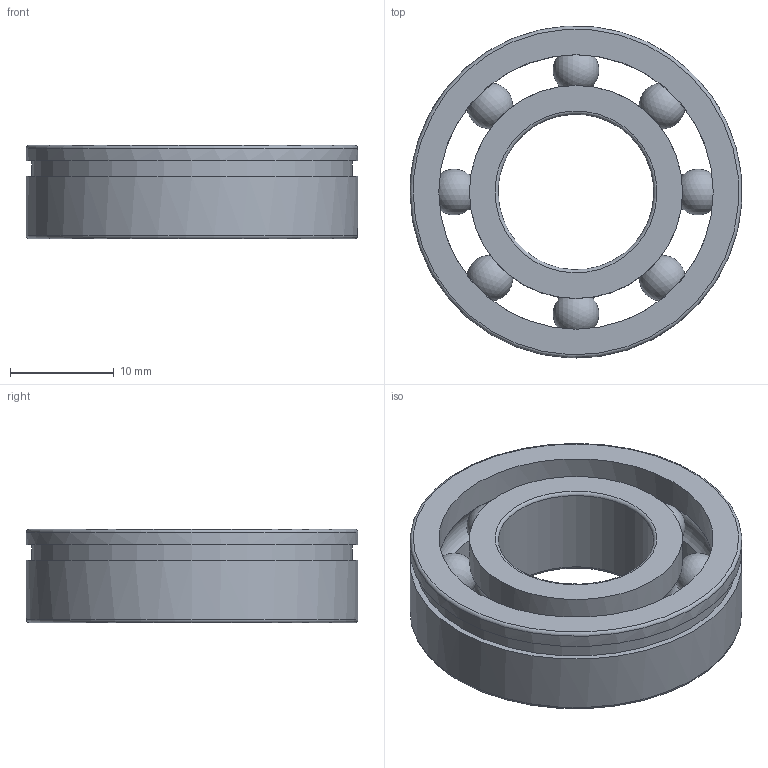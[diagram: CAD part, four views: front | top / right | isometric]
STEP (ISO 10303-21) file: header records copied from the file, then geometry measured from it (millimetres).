
FILE_DESCRIPTION( ('This file contains a STEP AP42 implementation' ,'as created by ZW3D STEP Interface translator.' ,'') ,'2;1' );
FILE_NAME( '32﹜15﹜9粣創.iam.stp' ,'251027.114720', (''), ('ZWCAD Software Co.'), 'Version 1.0', 'ZW3D to STEP translator', '' );
FILE_SCHEMA(('AUTOMOTIVE_DESIGN { 1 0 10303 214 1 1 1 1 }'));
Length unit declared in the file: millimetre
Products named in the file (4): 0; 32﹜15﹜9粣創.iam; 32﹜15﹜9粣創; 幗雄粣創 6002 N GB_T 276-94.ipt
Assembly tree (2 placements, depth 3):
  0
  32﹜15﹜9粣創.iam
    32﹜15﹜9粣創
      幗雄粣創 6002 N GB_T 276-94.ipt
Bounding box: 32 x 32 x 9 mm (x, y, z)
Volume: 3712.9 mm3; surface area: 4092.4 mm2
Topology: 10 solids, 10 shells, 42 faces, 108 edges, 72 vertices
Faces by surface type: torus 20, cylinder 8, sphere 8, plane 6
Full cylindrical faces by diameter (mm): 15 x1, 20.542 x2, 26.458 x2, 30.92 x1, 32 x2
Entity records: 1358 total; most frequent: DIRECTION 274, CARTESIAN_POINT 213, ORIENTED_EDGE 184, AXIS2_PLACEMENT_3D 133, EDGE_CURVE 92, CIRCLE 84, VERTEX_POINT 72, EDGE_LOOP 48
